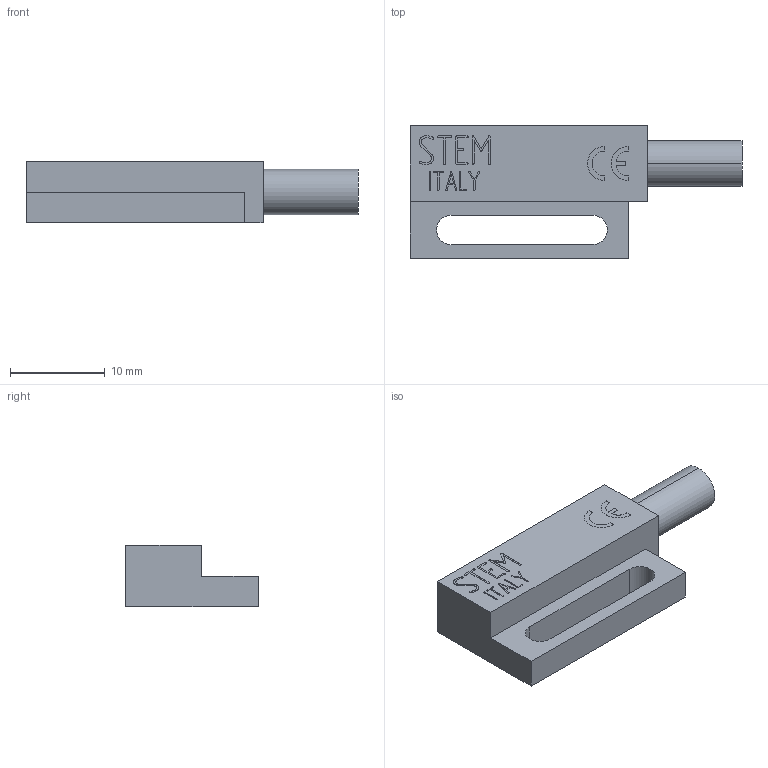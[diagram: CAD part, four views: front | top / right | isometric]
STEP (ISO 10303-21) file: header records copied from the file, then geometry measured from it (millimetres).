
FILE_DESCRIPTION (( 'STEP AP214' ), '1' );
FILE_NAME ('E541_semplificato per clienti.STEP', '2020-11-04T08:31:52', ( '' ), ( '' ), 'SwSTEP 2.0', 'SolidWorks 2019', '' );
FILE_SCHEMA (( 'AUTOMOTIVE_DESIGN' ));
Length unit declared in the file: millimetre
Products named in the file (1): E541_semplificato per clienti
Bounding box: 35 x 14 x 6.5 mm (x, y, z)
Volume: 1750.5 mm3; surface area: 1314.3 mm2
Topology: 1 solids, 1 shells, 168 faces, 459 edges, 306 vertices
Faces by surface type: plane 85, bspline 53, cylinder 30
Entity records: 5579 total; most frequent: CARTESIAN_POINT 1585, ORIENTED_EDGE 918, DIRECTION 644, EDGE_CURVE 459, VERTEX_POINT 306, VECTOR 292, LINE 292, EDGE_LOOP 183
